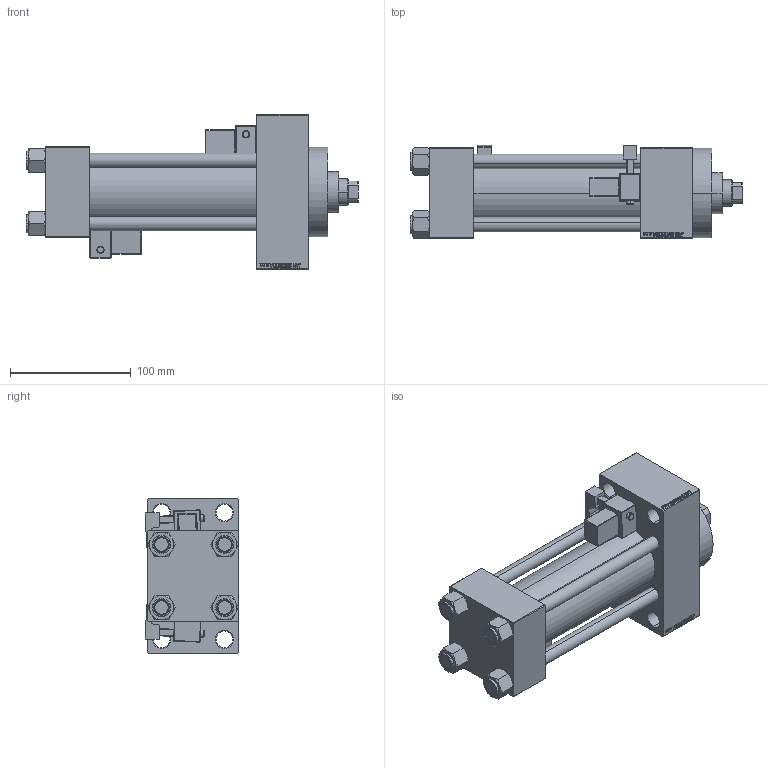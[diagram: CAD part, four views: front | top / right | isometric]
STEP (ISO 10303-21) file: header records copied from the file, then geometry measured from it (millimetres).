
FILE_DESCRIPTION (( 'STEP AP203' ), '1' );
FILE_NAME ('e26e.STEP', '2022-04-14T15:55:33', ( '' ), ( '' ), 'SwSTEP 2.0', 'SolidWorks 2019', '' );
FILE_SCHEMA (( 'CONFIG_CONTROL_DESIGN' ));
Length unit declared in the file: millimetre
Products named in the file (7): V215CR_VCP_D b2681517192984d48ba3ab73b7da7bf7; V215CR_MSU b2681517192984d48ba3ab73b7da7bf7; e26e; V215CR_D_TYCINKA b2681517192984d48ba3ab73b7da7bf7; NUT_M5_D b2681517192984d48ba3ab73b7da7bf7; V215CR_D_Body b2681517192984d48ba3ab73b7da7bf7; V215_VC_A b2681517192984d48ba3ab73b7da7bf7
Assembly tree (13 placements, depth 2):
  e26e
    V215CR_D_Body b2681517192984d48ba3ab73b7da7bf7
    V215CR_VCP_D b2681517192984d48ba3ab73b7da7bf7
    NUT_M5_D b2681517192984d48ba3ab73b7da7bf7  x4
    V215CR_D_TYCINKA b2681517192984d48ba3ab73b7da7bf7  x4
    V215_VC_A b2681517192984d48ba3ab73b7da7bf7
    V215CR_MSU b2681517192984d48ba3ab73b7da7bf7  x2
Bounding box: 275 x 77.3 x 128 mm (x, y, z)
Volume: 954009.4 mm3; surface area: 221384.9 mm2
Topology: 13 solids, 13 shells, 1266 faces, 3126 edges, 1983 vertices
Faces by surface type: plane 557, bspline 368, cylinder 153, cone 144, sphere 24, torus 20
Entity records: 49644 total; most frequent: CARTESIAN_POINT 25452, ORIENTED_EDGE 5362, DIRECTION 3633, EDGE_CURVE 2681, VERTEX_POINT 1743, VECTOR 1609, LINE 1609, EDGE_LOOP 1206
